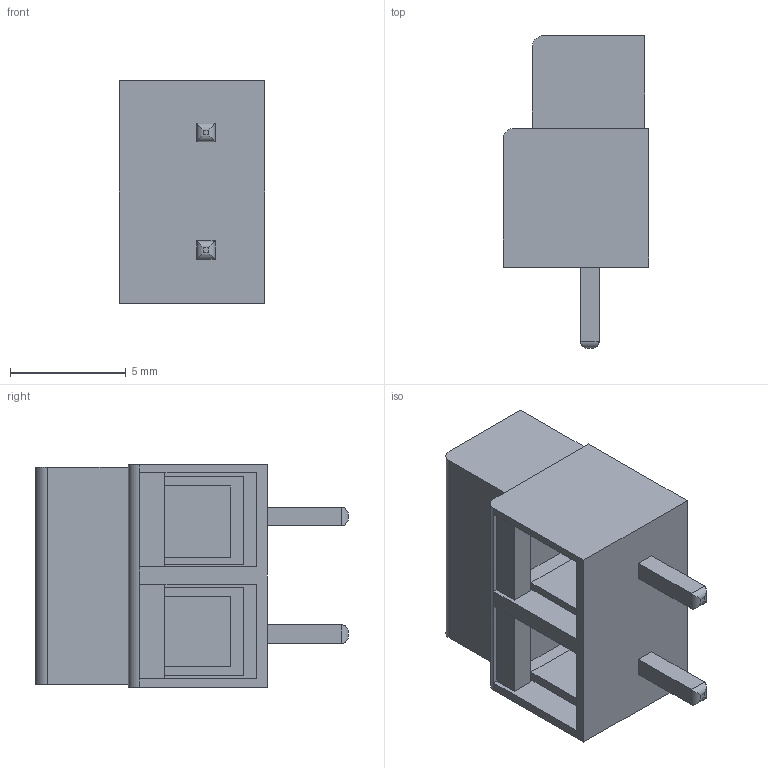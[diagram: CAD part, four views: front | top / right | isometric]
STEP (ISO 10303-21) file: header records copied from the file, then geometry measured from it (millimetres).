
FILE_DESCRIPTION(/* description */ (''),/* implementation_level */ '2;1');
FILE_NAME(/* name */ 'Screw Terminal.step',/* time_stamp */ '2020-06-14T05:54:41+01:00',/* author */ (''),/* organization */ (''),/* preprocessor_version */ 'ST-DEVELOPER v18.1',/* originating_system */ 'Autodesk Translation Framework v9.3.0.1241',/* authorisation */ '');
FILE_SCHEMA (('AUTOMOTIVE_DESIGN { 1 0 10303 214 3 1 1 }'));
Length unit declared in the file: millimetre
Products named in the file (1): Screw Terminal
Bounding box: 6.3 x 13.5 x 9.62 mm (x, y, z)
Volume: 306.4 mm3; surface area: 1070.2 mm2
Topology: 9 solids, 9 shells, 109 faces, 262 edges, 172 vertices
Faces by surface type: plane 95, cylinder 12, bspline 2
Full cylindrical faces by diameter (mm): 4 x2
Entity records: 3284 total; most frequent: CARTESIAN_POINT 676, ORIENTED_EDGE 524, DIRECTION 496, EDGE_CURVE 262, LINE 216, VECTOR 216, VERTEX_POINT 172, AXIS2_PLACEMENT_3D 140
